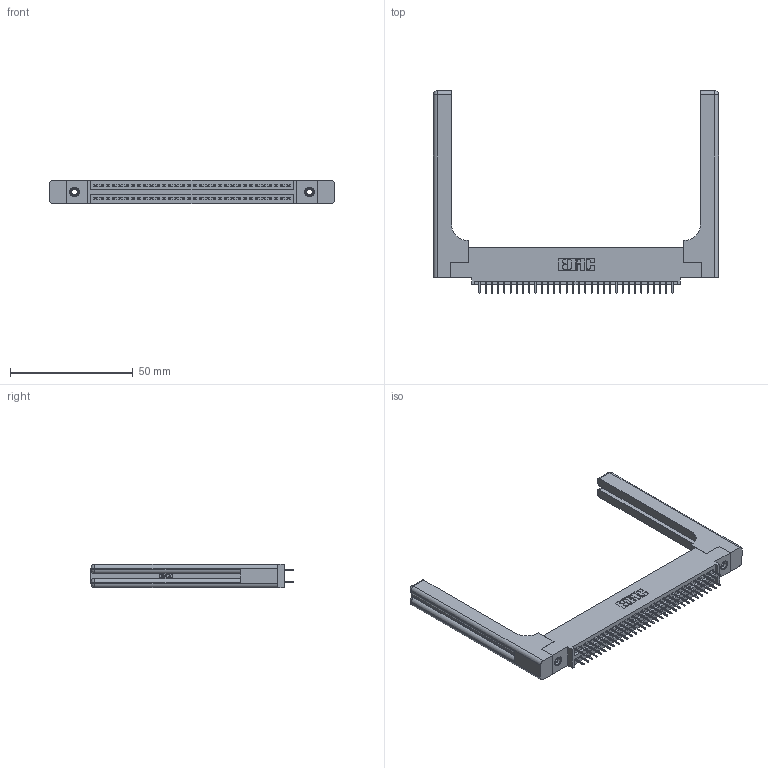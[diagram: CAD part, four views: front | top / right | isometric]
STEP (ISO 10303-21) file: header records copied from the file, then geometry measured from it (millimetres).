
FILE_DESCRIPTION (( 'STEP AP203' ), '1' );
FILE_NAME ('395-064-525-558.STEP', '2020-09-25T00:01:19', ( '' ), ( '' ), 'SwSTEP 2.0', 'SolidWorks 2020', '' );
FILE_SCHEMA (( 'CONFIG_CONTROL_DESIGN' ));
Length unit declared in the file: inch
Products named in the file (5): 345-250-001_345-250-001-102; 345-292-001_345-293-125; 345 Part_0.110 Offset - 0.156 Dia-TH; 395-064-525-558; 345-220-058_345-220-058
Assembly tree (69 placements, depth 2):
  395-064-525-558
    345 Part_0.110 Offset - 0.156 Dia-TH
    345-292-001_345-293-125  x64
    345-250-001_345-250-001-102  x2
    345-220-058_345-220-058  x2
Bounding box: 116.31 x 82.47 x 9.4 mm (x, y, z)
Volume: 19501.7 mm3; surface area: 20939.8 mm2
Topology: 69 solids, 69 shells, 3842 faces, 10811 edges, 6930 vertices
Faces by surface type: plane 2728, cylinder 1054, bspline 36, cone 12, sphere 8, torus 4
Entity records: 31842 total; most frequent: CARTESIAN_POINT 6341, ORIENTED_EDGE 5072, DIRECTION 4536, EDGE_CURVE 2536, VECTOR 2188, LINE 2188, VERTEX_POINT 1678, AXIS2_PLACEMENT_3D 1174
